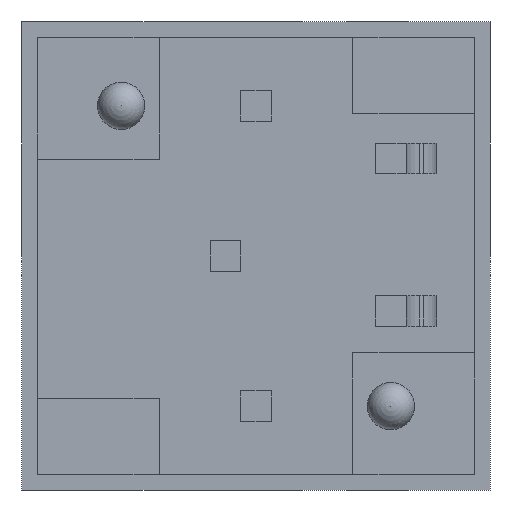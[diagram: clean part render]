
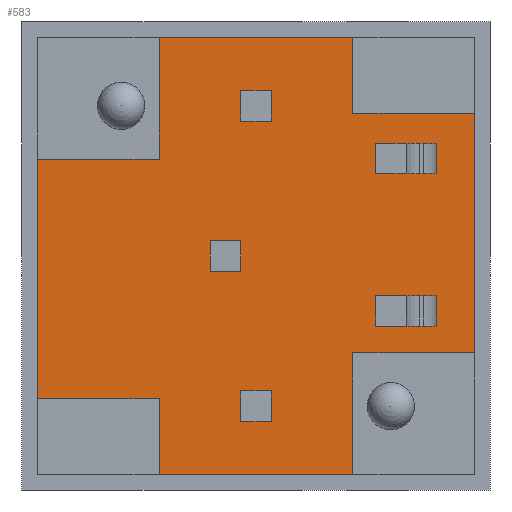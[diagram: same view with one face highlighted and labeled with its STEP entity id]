
A CAD part, front view. The second image highlights one B-rep face of the part: STEP entity #583.
In plain terms, the highlighted planar face has unit normal (0, -1, 0).
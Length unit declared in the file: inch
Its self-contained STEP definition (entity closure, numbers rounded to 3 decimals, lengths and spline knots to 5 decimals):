
#583 = ADVANCED_FACE( '', ( #1118 ), #1119, .T. );
#1118 = FACE_OUTER_BOUND( '', #1620, .T. );
#1119 = PLANE( '', #1621 );
#1620 = EDGE_LOOP( '', ( #2972, #2973, #2974, #2975, #2976, #2977, #2978, #2979, #2980, #2981, #2982, #2983 ) );
#1621 = AXIS2_PLACEMENT_3D( '', #2984, #2985, #2986 );
#2972 = ORIENTED_EDGE( '', *, *, #3193, .T. );
#2973 = ORIENTED_EDGE( '', *, *, #3042, .T. );
#2974 = ORIENTED_EDGE( '', *, *, #3135, .T. );
#2975 = ORIENTED_EDGE( '', *, *, #3538, .F. );
#2976 = ORIENTED_EDGE( '', *, *, #3451, .T. );
#2977 = ORIENTED_EDGE( '', *, *, #3515, .T. );
#2978 = ORIENTED_EDGE( '', *, *, #3333, .F. );
#2979 = ORIENTED_EDGE( '', *, *, #3322, .T. );
#2980 = ORIENTED_EDGE( '', *, *, #3529, .T. );
#2981 = ORIENTED_EDGE( '', *, *, #3277, .T. );
#2982 = ORIENTED_EDGE( '', *, *, #3343, .T. );
#2983 = ORIENTED_EDGE( '', *, *, #3149, .T. );
#2984 = CARTESIAN_POINT( '', ( 0.1435, 0.01, 0.1435 ) );
#2985 = DIRECTION( '', ( 0., -1., 0. ) );
#2986 = DIRECTION( '', ( 0., 0., -1. ) );
#3042 = EDGE_CURVE( '', #3598, #3599, #3600, .T. );
#3135 = EDGE_CURVE( '', #3599, #3761, #3762, .T. );
#3149 = EDGE_CURVE( '', #3784, #3785, #3786, .T. );
#3193 = EDGE_CURVE( '', #3785, #3598, #3859, .T. );
#3277 = EDGE_CURVE( '', #3992, #3989, #3993, .T. );
#3322 = EDGE_CURVE( '', #4053, #4054, #4055, .T. );
#3333 = EDGE_CURVE( '', #4053, #4069, #4070, .T. );
#3343 = EDGE_CURVE( '', #3989, #3784, #4082, .T. );
#3451 = EDGE_CURVE( '', #4219, #4220, #4221, .T. );
#3515 = EDGE_CURVE( '', #4220, #4069, #4295, .T. );
#3529 = EDGE_CURVE( '', #4054, #3992, #4309, .T. );
#3538 = EDGE_CURVE( '', #4219, #3761, #4318, .T. );
#3598 = VERTEX_POINT( '', #4401 );
#3599 = VERTEX_POINT( '', #4402 );
#3600 = LINE( '', #4403, #4404 );
#3761 = VERTEX_POINT( '', #4639 );
#3762 = LINE( '', #4640, #4641 );
#3784 = VERTEX_POINT( '', #4673 );
#3785 = VERTEX_POINT( '', #4674 );
#3786 = LINE( '', #4675, #4676 );
#3859 = LINE( '', #4780, #4781 );
#3989 = VERTEX_POINT( '', #4967 );
#3992 = VERTEX_POINT( '', #4971 );
#3993 = LINE( '', #4972, #4973 );
#4053 = VERTEX_POINT( '', #5063 );
#4054 = VERTEX_POINT( '', #5064 );
#4055 = LINE( '', #5065, #5066 );
#4069 = VERTEX_POINT( '', #5088 );
#4070 = LINE( '', #5089, #5090 );
#4082 = LINE( '', #5108, #5109 );
#4219 = VERTEX_POINT( '', #5314 );
#4220 = VERTEX_POINT( '', #5315 );
#4221 = LINE( '', #5316, #5317 );
#4295 = LINE( '', #5422, #5423 );
#4309 = LINE( '', #5441, #5442 );
#4318 = LINE( '', #5453, #5454 );
#4401 = CARTESIAN_POINT( '', ( -0.1435, 0.01, -0.0935 ) );
#4402 = CARTESIAN_POINT( '', ( -0.0635, 0.01, -0.0935 ) );
#4403 = CARTESIAN_POINT( '', ( 0.1435, 0.01, -0.0935 ) );
#4404 = VECTOR( '', #5485, 39.37008 );
#4639 = CARTESIAN_POINT( '', ( -0.0635, 0.01, -0.1435 ) );
#4640 = CARTESIAN_POINT( '', ( -0.0635, 0.01, 0.1435 ) );
#4641 = VECTOR( '', #5563, 39.37008 );
#4673 = CARTESIAN_POINT( '', ( -0.0635, 0.01, 0.0635 ) );
#4674 = CARTESIAN_POINT( '', ( -0.1435, 0.01, 0.0635 ) );
#4675 = CARTESIAN_POINT( '', ( 0.1435, 0.01, 0.0635 ) );
#4676 = VECTOR( '', #5574, 39.37008 );
#4780 = CARTESIAN_POINT( '', ( -0.1435, 0.01, 0.1435 ) );
#4781 = VECTOR( '', #5618, 39.37008 );
#4967 = CARTESIAN_POINT( '', ( -0.0635, 0.01, 0.1435 ) );
#4971 = CARTESIAN_POINT( '', ( 0.0635, 0.01, 0.1435 ) );
#4972 = CARTESIAN_POINT( '', ( 0.1435, 0.01, 0.1435 ) );
#4973 = VECTOR( '', #5700, 39.37008 );
#5063 = CARTESIAN_POINT( '', ( 0.1435, 0.01, 0.0935 ) );
#5064 = CARTESIAN_POINT( '', ( 0.0635, 0.01, 0.0935 ) );
#5065 = CARTESIAN_POINT( '', ( 0.1435, 0.01, 0.0935 ) );
#5066 = VECTOR( '', #5737, 39.37008 );
#5088 = CARTESIAN_POINT( '', ( 0.1435, 0.01, -0.0635 ) );
#5089 = CARTESIAN_POINT( '', ( 0.1435, 0.01, 0.1435 ) );
#5090 = VECTOR( '', #5746, 39.37008 );
#5108 = CARTESIAN_POINT( '', ( -0.0635, 0.01, 0.1435 ) );
#5109 = VECTOR( '', #5753, 39.37008 );
#5314 = CARTESIAN_POINT( '', ( 0.0635, 0.01, -0.1435 ) );
#5315 = CARTESIAN_POINT( '', ( 0.0635, 0.01, -0.0635 ) );
#5316 = CARTESIAN_POINT( '', ( 0.0635, 0.01, 0.1435 ) );
#5317 = VECTOR( '', #5831, 39.37008 );
#5422 = CARTESIAN_POINT( '', ( 0.1435, 0.01, -0.0635 ) );
#5423 = VECTOR( '', #5869, 39.37008 );
#5441 = CARTESIAN_POINT( '', ( 0.0635, 0.01, 0.1435 ) );
#5442 = VECTOR( '', #5874, 39.37008 );
#5453 = CARTESIAN_POINT( '', ( 0.1435, 0.01, -0.1435 ) );
#5454 = VECTOR( '', #5877, 39.37008 );
#5485 = DIRECTION( '', ( 1., 0., 0. ) );
#5563 = DIRECTION( '', ( 0., 0., -1. ) );
#5574 = DIRECTION( '', ( -1., 0., 0. ) );
#5618 = DIRECTION( '', ( 0., 0., -1. ) );
#5700 = DIRECTION( '', ( -1., 0., 0. ) );
#5737 = DIRECTION( '', ( -1., 0., 0. ) );
#5746 = DIRECTION( '', ( 0., 0., -1. ) );
#5753 = DIRECTION( '', ( 0., 0., -1. ) );
#5831 = DIRECTION( '', ( 0., 0., 1. ) );
#5869 = DIRECTION( '', ( 1., 0., 0. ) );
#5874 = DIRECTION( '', ( 0., 0., 1. ) );
#5877 = DIRECTION( '', ( -1., 0., 0. ) );
